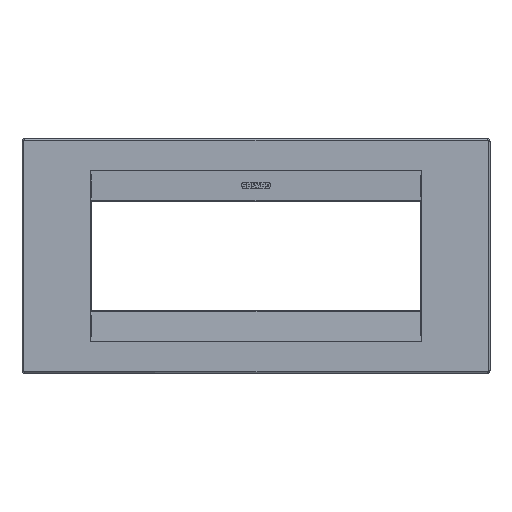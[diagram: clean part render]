
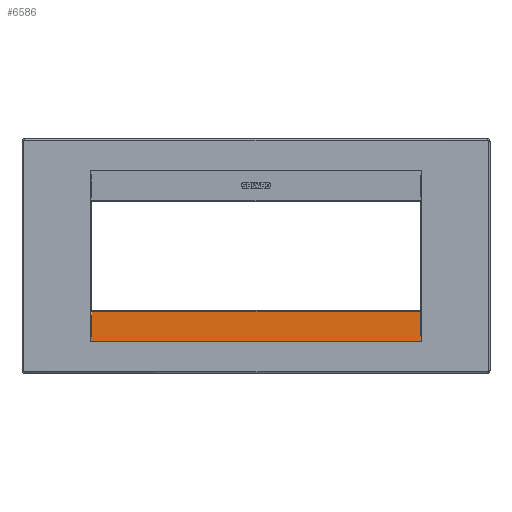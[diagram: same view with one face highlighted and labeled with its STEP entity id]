
A CAD part, top view. The second image highlights one B-rep face of the part: STEP entity #6586.
In plain terms, the highlighted planar face has unit normal (0, 0.04, 0.999).
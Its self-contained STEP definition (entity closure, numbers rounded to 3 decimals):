
#6526=AXIS2_PLACEMENT_3D('Plane Axis2P3D',#6523,#6524,#6525) ;
#6214=CARTESIAN_POINT('Control Point',(-66.568,-22.491,7.01)) ;
#6215=CARTESIAN_POINT('Control Point',(-66.57,-22.834,7.023)) ;
#6216=CARTESIAN_POINT('Control Point',(-66.573,-23.177,7.037)) ;
#6217=CARTESIAN_POINT('Control Point',(-66.577,-23.521,7.051)) ;
#6218=CARTESIAN_POINT('Control Point',(-66.592,-24.897,7.106)) ;
#6219=CARTESIAN_POINT('Control Point',(-66.614,-26.273,7.161)) ;
#6220=CARTESIAN_POINT('Control Point',(-66.636,-27.291,7.202)) ;
#6221=CARTESIAN_POINT('Control Point',(-66.671,-28.667,7.257)) ;
#6222=CARTESIAN_POINT('Control Point',(-66.72,-30.043,7.312)) ;
#6223=CARTESIAN_POINT('Control Point',(-66.734,-30.386,7.325)) ;
#6224=CARTESIAN_POINT('Control Point',(-66.762,-31.073,7.353)) ;
#6225=CARTESIAN_POINT('Control Point',(-66.797,-31.76,7.38)) ;
#6226=CARTESIAN_POINT('Control Point',(-66.815,-32.101,7.394)) ;
#6227=CARTESIAN_POINT('Control Point',(-66.846,-32.606,7.414)) ;
#6228=CARTESIAN_POINT('Control Point',(-66.884,-33.112,7.434)) ;
#6229=CARTESIAN_POINT('Control Point',(-66.897,-33.273,7.441)) ;
#6230=CARTESIAN_POINT('Control Point',(-66.925,-33.602,7.454)) ;
#6231=CARTESIAN_POINT('Control Point',(-66.96,-33.931,7.467)) ;
#6232=CARTESIAN_POINT('Control Point',(-66.977,-34.068,7.473)) ;
#6233=CARTESIAN_POINT('Control Point',(-67.002,-34.267,7.481)) ;
#6234=CARTESIAN_POINT('Control Point',(-67.039,-34.465,7.489)) ;
#6235=CARTESIAN_POINT('Control Point',(-67.046,-34.497,7.49)) ;
#6236=CARTESIAN_POINT('Control Point',(-67.056,-34.544,7.492)) ;
#6237=CARTESIAN_POINT('Control Point',(-67.068,-34.591,7.494)) ;
#6238=CARTESIAN_POINT('Control Point',(-67.072,-34.606,7.494)) ;
#6239=CARTESIAN_POINT('Control Point',(-67.081,-34.637,7.495)) ;
#6240=CARTESIAN_POINT('Control Point',(-67.092,-34.669,7.497)) ;
#6241=CARTESIAN_POINT('Control Point',(-67.097,-34.683,7.497)) ;
#6242=CARTESIAN_POINT('Control Point',(-67.107,-34.706,7.498)) ;
#6243=CARTESIAN_POINT('Control Point',(-67.119,-34.727,7.499)) ;
#6244=CARTESIAN_POINT('Control Point',(-67.123,-34.733,7.499)) ;
#6245=CARTESIAN_POINT('Control Point',(-67.128,-34.741,7.5)) ;
#6246=CARTESIAN_POINT('Control Point',(-67.135,-34.747,7.5)) ;
#6247=CARTESIAN_POINT('Control Point',(-67.136,-34.748,7.5)) ;
#6248=CARTESIAN_POINT('Control Point',(-67.137,-34.749,7.5)) ;
#6249=CARTESIAN_POINT('Control Point',(-67.138,-34.75,7.5)) ;
#6250=CARTESIAN_POINT('Vertex',(-67.138,-34.75,7.5)) ;
#6252=CARTESIAN_POINT('Vertex',(-66.568,-22.491,7.01)) ;
#6523=CARTESIAN_POINT('Axis2P3D Location',(0.,-22.25,7.)) ;
#6528=CARTESIAN_POINT('Line Origine',(0.,-34.75,7.5)) ;
#6532=CARTESIAN_POINT('Vertex',(67.138,-34.75,7.5)) ;
#6536=CARTESIAN_POINT('Control Point',(66.568,-22.491,7.01)) ;
#6537=CARTESIAN_POINT('Control Point',(66.57,-22.834,7.023)) ;
#6538=CARTESIAN_POINT('Control Point',(66.573,-23.177,7.037)) ;
#6539=CARTESIAN_POINT('Control Point',(66.577,-23.521,7.051)) ;
#6540=CARTESIAN_POINT('Control Point',(66.592,-24.897,7.106)) ;
#6541=CARTESIAN_POINT('Control Point',(66.614,-26.273,7.161)) ;
#6542=CARTESIAN_POINT('Control Point',(66.636,-27.291,7.202)) ;
#6543=CARTESIAN_POINT('Control Point',(66.671,-28.667,7.257)) ;
#6544=CARTESIAN_POINT('Control Point',(66.72,-30.043,7.312)) ;
#6545=CARTESIAN_POINT('Control Point',(66.734,-30.386,7.325)) ;
#6546=CARTESIAN_POINT('Control Point',(66.762,-31.073,7.353)) ;
#6547=CARTESIAN_POINT('Control Point',(66.797,-31.76,7.38)) ;
#6548=CARTESIAN_POINT('Control Point',(66.815,-32.101,7.394)) ;
#6549=CARTESIAN_POINT('Control Point',(66.846,-32.606,7.414)) ;
#6550=CARTESIAN_POINT('Control Point',(66.884,-33.112,7.434)) ;
#6551=CARTESIAN_POINT('Control Point',(66.897,-33.273,7.441)) ;
#6552=CARTESIAN_POINT('Control Point',(66.925,-33.602,7.454)) ;
#6553=CARTESIAN_POINT('Control Point',(66.96,-33.931,7.467)) ;
#6554=CARTESIAN_POINT('Control Point',(66.977,-34.068,7.473)) ;
#6555=CARTESIAN_POINT('Control Point',(67.002,-34.267,7.481)) ;
#6556=CARTESIAN_POINT('Control Point',(67.039,-34.465,7.489)) ;
#6557=CARTESIAN_POINT('Control Point',(67.046,-34.497,7.49)) ;
#6558=CARTESIAN_POINT('Control Point',(67.056,-34.544,7.492)) ;
#6559=CARTESIAN_POINT('Control Point',(67.068,-34.591,7.494)) ;
#6560=CARTESIAN_POINT('Control Point',(67.072,-34.606,7.494)) ;
#6561=CARTESIAN_POINT('Control Point',(67.081,-34.637,7.495)) ;
#6562=CARTESIAN_POINT('Control Point',(67.092,-34.669,7.497)) ;
#6563=CARTESIAN_POINT('Control Point',(67.097,-34.683,7.497)) ;
#6564=CARTESIAN_POINT('Control Point',(67.107,-34.706,7.498)) ;
#6565=CARTESIAN_POINT('Control Point',(67.119,-34.727,7.499)) ;
#6566=CARTESIAN_POINT('Control Point',(67.123,-34.733,7.499)) ;
#6567=CARTESIAN_POINT('Control Point',(67.128,-34.741,7.5)) ;
#6568=CARTESIAN_POINT('Control Point',(67.135,-34.747,7.5)) ;
#6569=CARTESIAN_POINT('Control Point',(67.136,-34.748,7.5)) ;
#6570=CARTESIAN_POINT('Control Point',(67.137,-34.749,7.5)) ;
#6571=CARTESIAN_POINT('Control Point',(67.138,-34.75,7.5)) ;
#6572=CARTESIAN_POINT('Vertex',(66.568,-22.491,7.01)) ;
#6575=CARTESIAN_POINT('Line Origine',(0.,-22.491,7.01)) ;
#6524=DIRECTION('Axis2P3D Direction',(-0.,0.04,0.999)) ;
#6525=DIRECTION('Axis2P3D XDirection',(0.,-0.999,0.04)) ;
#6529=DIRECTION('Vector Direction',(-1.,0.,0.)) ;
#6576=DIRECTION('Vector Direction',(1.,0.,0.)) ;
#6530=VECTOR('Line Direction',#6529,1.) ;
#6577=VECTOR('Line Direction',#6576,1.) ;
#6581=ORIENTED_EDGE('',*,*,#6534,.T.) ;
#6582=ORIENTED_EDGE('',*,*,#6574,.T.) ;
#6583=ORIENTED_EDGE('',*,*,#6579,.T.) ;
#6584=ORIENTED_EDGE('',*,*,#6254,.F.) ;
#6586=ADVANCED_FACE('PartBody',(#6585),#6527,.T.) ;
#6213=B_SPLINE_CURVE_WITH_KNOTS('',5,(#6214,#6215,#6216,#6217,#6218,#6219,#6220,#6221,#6222,#6223,#6224,#6225,#6226,#6227,#6228,#6229,#6230,#6231,#6232,#6233,#6234,#6235,#6236,#6237,#6238,#6239,#6240,#6241,#6242,#6243,#6244,#6245,#6246,#6247,#6248,#6249),.UNSPECIFIED.,.F.,.U.,(6,3,3,3,3,3,3,3,3,3,3,6),(10.018,12.448,19.755,22.184,24.62,25.765,26.953,27.178,27.29,27.404,27.455,27.464),.UNSPECIFIED.) ;
#6535=B_SPLINE_CURVE_WITH_KNOTS('',5,(#6536,#6537,#6538,#6539,#6540,#6541,#6542,#6543,#6544,#6545,#6546,#6547,#6548,#6549,#6550,#6551,#6552,#6553,#6554,#6555,#6556,#6557,#6558,#6559,#6560,#6561,#6562,#6563,#6564,#6565,#6566,#6567,#6568,#6569,#6570,#6571),.UNSPECIFIED.,.F.,.U.,(6,3,3,3,3,3,3,3,3,3,3,6),(10.019,12.448,19.755,22.184,24.62,25.765,26.953,27.178,27.29,27.404,27.455,27.464),.UNSPECIFIED.) ;
#6254=EDGE_CURVE('',#6251,#6253,#6213,.F.) ;
#6534=EDGE_CURVE('',#6251,#6533,#6531,.F.) ;
#6574=EDGE_CURVE('',#6533,#6573,#6535,.F.) ;
#6579=EDGE_CURVE('',#6573,#6253,#6578,.F.) ;
#6580=EDGE_LOOP('',(#6581,#6582,#6583,#6584)) ;
#6585=FACE_OUTER_BOUND('',#6580,.T.) ;
#6531=LINE('Line',#6528,#6530) ;
#6578=LINE('Line',#6575,#6577) ;
#6527=PLANE('',#6526) ;
#6251=VERTEX_POINT('',#6250) ;
#6253=VERTEX_POINT('',#6252) ;
#6533=VERTEX_POINT('',#6532) ;
#6573=VERTEX_POINT('',#6572) ;
